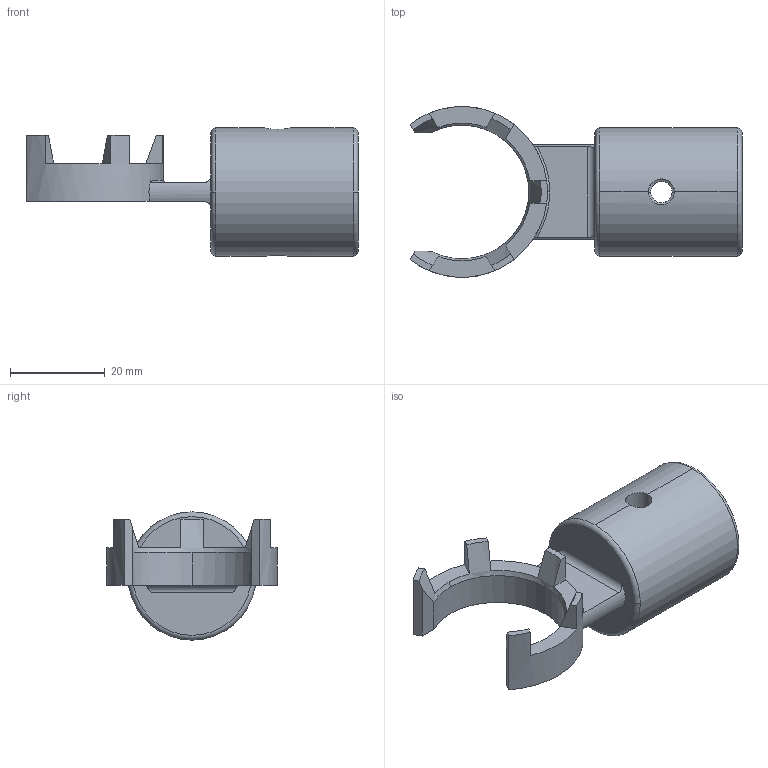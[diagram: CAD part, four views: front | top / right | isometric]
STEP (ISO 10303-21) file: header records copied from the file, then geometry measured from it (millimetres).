
FILE_DESCRIPTION(('HOOPS Exchange Step'),'2;1');
FILE_NAME('export-7256B5AE-9FA4-45BD-82C6-2E9B51103AFF.stp','2023-11-30T22:07:32+01:00',('Engineering'),('Alibre'),'HOOPS Exchange 2021.0','Alibre','Unknown authorisation');
FILE_SCHEMA( ('AP242_MANAGED_MODEL_BASED_3D_ENGINEERING_MIM_LF {1 0 10303 442 1 1 4 }') );
Length unit declared in the file: millimetre
Products named in the file (1): 6391 Wrenchhead for ERM25 Nut, A-E 25 M
Bounding box: 70 x 36 x 27 mm (x, y, z)
Volume: 15496.7 mm3; surface area: 7513.5 mm2
Topology: 1 solids, 1 shells, 58 faces, 158 edges, 100 vertices
Faces by surface type: plane 25, cylinder 18, cone 9, torus 6
Entity records: 2425 total; most frequent: CARTESIAN_POINT 924, ORIENTED_EDGE 312, DIRECTION 310, EDGE_CURVE 156, AXIS2_PLACEMENT_3D 122, VERTEX_POINT 100, VECTOR 66, LINE 66
